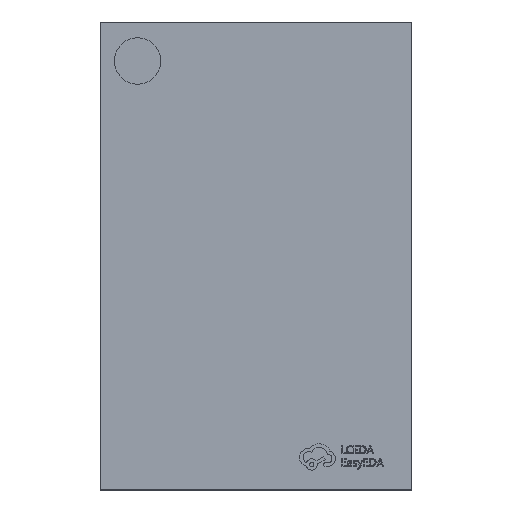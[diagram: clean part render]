
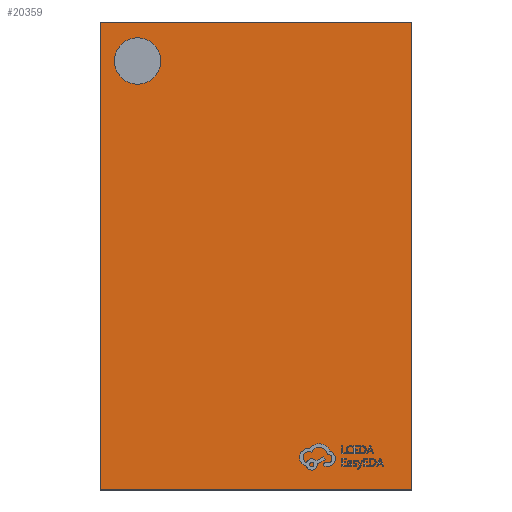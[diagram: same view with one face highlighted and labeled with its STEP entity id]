
A CAD part, top view. The second image highlights one B-rep face of the part: STEP entity #20359.
In plain terms, the highlighted planar face has unit normal (0, 0, 1).
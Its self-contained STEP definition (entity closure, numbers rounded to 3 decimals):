
#19 = LINE ( 'NONE', #1432, #1208 ) ;
#354 = ORIENTED_EDGE ( 'NONE', *, *, #17072, .T. ) ;
#1208 = VECTOR ( 'NONE', #21069, 1000. ) ;
#1432 = CARTESIAN_POINT ( 'NONE',  ( -1., -1.5, 0. ) ) ;
#1574 = VERTEX_POINT ( 'NONE', #7020 ) ;
#1916 = ORIENTED_EDGE ( 'NONE', *, *, #6840, .F. ) ;
#2297 = DIRECTION ( 'NONE',  ( -1., 0., 0. ) ) ;
#2410 = ORIENTED_EDGE ( 'NONE', *, *, #20482, .T. ) ;
#2458 = FACE_OUTER_BOUND ( 'NONE', #7070, .T. ) ;
#2685 = CARTESIAN_POINT ( 'NONE',  ( -0.611, 1.25, 0. ) ) ;
#2708 = ORIENTED_EDGE ( 'NONE', *, *, #17741, .T. ) ;
#3434 = LINE ( 'NONE', #8353, #12004 ) ;
#3915 = VERTEX_POINT ( 'NONE', #14464 ) ;
#4408 = DIRECTION ( 'NONE',  ( 0., 0., -1. ) ) ;
#4674 = AXIS2_PLACEMENT_3D ( 'NONE', #8300, #9935, #6360 ) ;
#5339 = ORIENTED_EDGE ( 'NONE', *, *, #11516, .F. ) ;
#5365 = FACE_BOUND ( 'NONE', #12913, .T. ) ;
#5559 = VERTEX_POINT ( 'NONE', #11061 ) ;
#6360 = DIRECTION ( 'NONE',  ( 1., 0., 0. ) ) ;
#6840 = EDGE_CURVE ( 'NONE', #12821, #12767, #9693, .T. ) ;
#7020 = CARTESIAN_POINT ( 'NONE',  ( 1., -1.5, 0. ) ) ;
#7070 = EDGE_LOOP ( 'NONE', ( #16648, #354, #2410, #2708 ) ) ;
#7513 = DIRECTION ( 'NONE',  ( -1., 0., 0. ) ) ;
#8300 = CARTESIAN_POINT ( 'NONE',  ( -0.76, 1.25, 0. ) ) ;
#8353 = CARTESIAN_POINT ( 'NONE',  ( 1., -1.5, 0. ) ) ;
#8400 = VECTOR ( 'NONE', #2297, 1000. ) ;
#9555 = CARTESIAN_POINT ( 'NONE',  ( -0.76, 1.25, 0. ) ) ;
#9693 = CIRCLE ( 'NONE', #14166, 0.149 ) ;
#9935 = DIRECTION ( 'NONE',  ( 0., 0., 1. ) ) ;
#10056 = DIRECTION ( 'NONE',  ( 0., 0., 1. ) ) ;
#11061 = CARTESIAN_POINT ( 'NONE',  ( -1., -1.5, 0. ) ) ;
#11516 = EDGE_CURVE ( 'NONE', #12767, #12821, #17038, .T. ) ;
#11932 = PLANE ( 'NONE',  #15340 ) ;
#12004 = VECTOR ( 'NONE', #19792, 1000. ) ;
#12073 = LINE ( 'NONE', #17031, #8400 ) ;
#12767 = VERTEX_POINT ( 'NONE', #2685 ) ;
#12821 = VERTEX_POINT ( 'NONE', #14776 ) ;
#12913 = EDGE_LOOP ( 'NONE', ( #5339, #1916 ) ) ;
#13789 = EDGE_CURVE ( 'NONE', #1574, #3915, #3434, .T. ) ;
#14122 = DIRECTION ( 'NONE',  ( 1., 0., 0. ) ) ;
#14166 = AXIS2_PLACEMENT_3D ( 'NONE', #9555, #10056, #21352 ) ;
#14464 = CARTESIAN_POINT ( 'NONE',  ( 1., 1.5, 0. ) ) ;
#14776 = CARTESIAN_POINT ( 'NONE',  ( -0.908, 1.25, 0. ) ) ;
#15340 = AXIS2_PLACEMENT_3D ( 'NONE', #15787, #4408, #7513 ) ;
#15787 = CARTESIAN_POINT ( 'NONE',  ( 0., 0., 0. ) ) ;
#16648 = ORIENTED_EDGE ( 'NONE', *, *, #13789, .T. ) ;
#17031 = CARTESIAN_POINT ( 'NONE',  ( -1., 1.5, 0. ) ) ;
#17038 = CIRCLE ( 'NONE', #4674, 0.149 ) ;
#17072 = EDGE_CURVE ( 'NONE', #3915, #19941, #12073, .T. ) ;
#17741 = EDGE_CURVE ( 'NONE', #5559, #1574, #19211, .T. ) ;
#18084 = CARTESIAN_POINT ( 'NONE',  ( -1., 1.5, 0. ) ) ;
#19093 = VECTOR ( 'NONE', #14122, 1000. ) ;
#19211 = LINE ( 'NONE', #21017, #19093 ) ;
#19792 = DIRECTION ( 'NONE',  ( 0., 1., 0. ) ) ;
#19941 = VERTEX_POINT ( 'NONE', #18084 ) ;
#20359 = ADVANCED_FACE ( 'NONE', ( #5365, #2458 ), #11932, .F. ) ;
#20482 = EDGE_CURVE ( 'NONE', #19941, #5559, #19, .T. ) ;
#21017 = CARTESIAN_POINT ( 'NONE',  ( -1., -1.5, 0. ) ) ;
#21069 = DIRECTION ( 'NONE',  ( 0., -1., 0. ) ) ;
#21352 = DIRECTION ( 'NONE',  ( 1., 0., 0. ) ) ;
